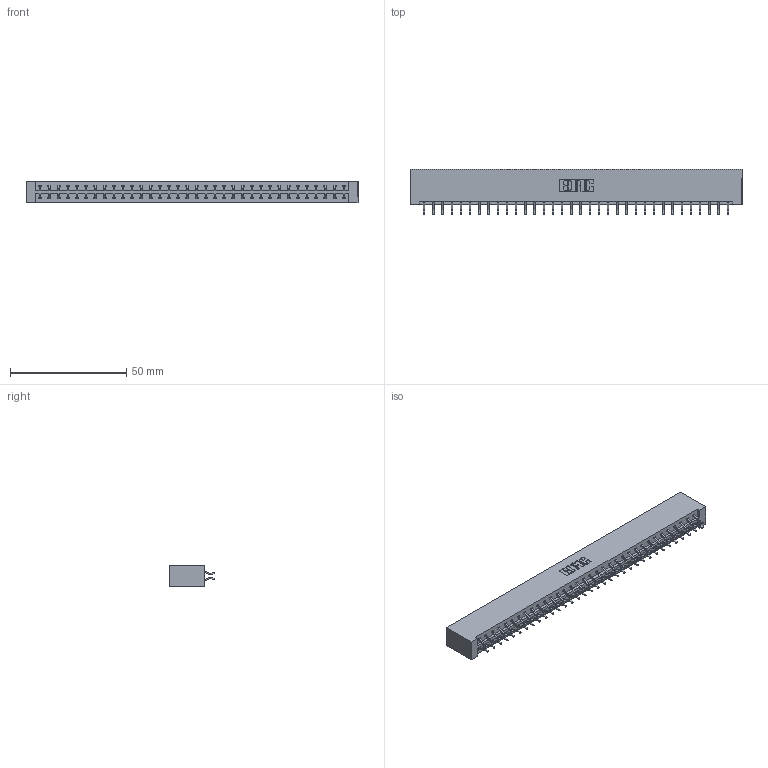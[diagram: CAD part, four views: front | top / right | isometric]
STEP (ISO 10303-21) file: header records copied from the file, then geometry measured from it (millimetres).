
FILE_DESCRIPTION (( 'STEP AP203' ), '1' );
FILE_NAME ('833-068-556-201.STEP', '2020-06-05T11:10:21', ( '' ), ( '' ), 'SwSTEP 2.0', 'SolidWorks 2020', '' );
FILE_SCHEMA (( 'CONFIG_CONTROL_DESIGN' ));
Length unit declared in the file: inch
Products named in the file (3): 833 Part_Lugless; 833-068-556-201; 345-292-001_556 Tail
Assembly tree (69 placements, depth 2):
  833-068-556-201
    833 Part_Lugless
    345-292-001_556 Tail  x68
Bounding box: 142.98 x 19.57 x 9.4 mm (x, y, z)
Volume: 15151.8 mm3; surface area: 17784.5 mm2
Topology: 69 solids, 69 shells, 4050 faces, 12051 edges, 7942 vertices
Faces by surface type: plane 2786, cylinder 1264
Entity records: 22851 total; most frequent: CARTESIAN_POINT 3810, ORIENTED_EDGE 3734, DIRECTION 3251, EDGE_CURVE 1867, LINE 1739, VECTOR 1739, VERTEX_POINT 1242, AXIS2_PLACEMENT_3D 756
